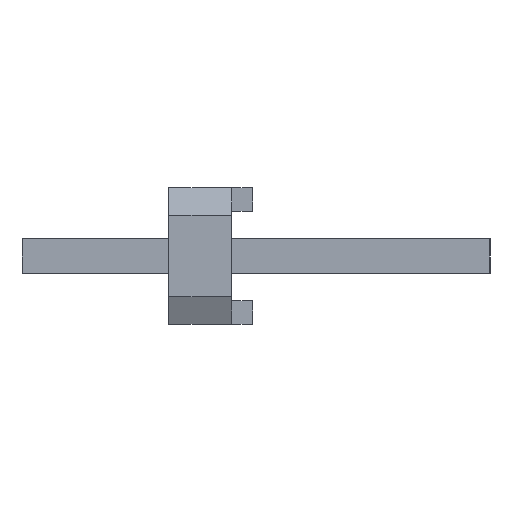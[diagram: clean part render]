
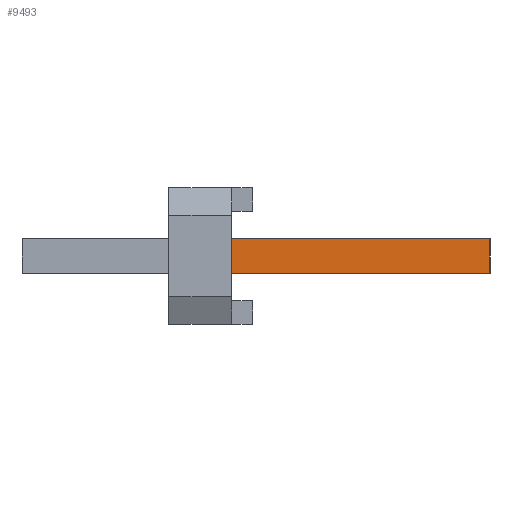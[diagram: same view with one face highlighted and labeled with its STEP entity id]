
A CAD part, left-side view. The second image highlights one B-rep face of the part: STEP entity #9493.
In plain terms, the highlighted planar face has unit normal (-1, 0, 0).
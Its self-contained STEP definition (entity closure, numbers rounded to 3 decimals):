
#184 = DIRECTION ( 'NONE',  ( 1., 0., 0. ) ) ;
#267 = DIRECTION ( 'NONE',  ( 0., 0., -1. ) ) ;
#904 = VERTEX_POINT ( 'NONE', #9874 ) ;
#1272 = CARTESIAN_POINT ( 'NONE',  ( -11.747, 0., 0.318 ) ) ;
#1764 = LINE ( 'NONE', #8767, #12070 ) ;
#1811 = EDGE_CURVE ( 'NONE', #904, #12603, #11689, .T. ) ;
#2078 = VECTOR ( 'NONE', #10102, 1000. ) ;
#2554 = VECTOR ( 'NONE', #14494, 1000. ) ;
#2655 = VERTEX_POINT ( 'NONE', #14157 ) ;
#2792 = PLANE ( 'NONE',  #11331 ) ;
#3389 = ORIENTED_EDGE ( 'NONE', *, *, #11913, .F. ) ;
#3826 = EDGE_CURVE ( 'NONE', #4579, #2655, #15488, .T. ) ;
#4579 = VERTEX_POINT ( 'NONE', #14942 ) ;
#8370 = ORIENTED_EDGE ( 'NONE', *, *, #3826, .F. ) ;
#8767 = CARTESIAN_POINT ( 'NONE',  ( -11.747, 8.509, -0.318 ) ) ;
#9493 = ADVANCED_FACE ( 'NONE', ( #14616 ), #2792, .F. ) ;
#9874 = CARTESIAN_POINT ( 'NONE',  ( -11.747, 0., 0.318 ) ) ;
#10102 = DIRECTION ( 'NONE',  ( 0., 0., 1. ) ) ;
#10497 = LINE ( 'NONE', #16911, #10963 ) ;
#10739 = ORIENTED_EDGE ( 'NONE', *, *, #13752, .F. ) ;
#10963 = VECTOR ( 'NONE', #13057, 1000. ) ;
#11331 = AXIS2_PLACEMENT_3D ( 'NONE', #11991, #184, #267 ) ;
#11689 = LINE ( 'NONE', #1272, #2554 ) ;
#11913 = EDGE_CURVE ( 'NONE', #2655, #904, #10497, .T. ) ;
#11991 = CARTESIAN_POINT ( 'NONE',  ( -11.747, 8.509, 0.318 ) ) ;
#12070 = VECTOR ( 'NONE', #13989, 1000. ) ;
#12200 = ORIENTED_EDGE ( 'NONE', *, *, #1811, .F. ) ;
#12603 = VERTEX_POINT ( 'NONE', #12980 ) ;
#12943 = CARTESIAN_POINT ( 'NONE',  ( -11.747, 5.08, 0.318 ) ) ;
#12980 = CARTESIAN_POINT ( 'NONE',  ( -11.747, 0., -0.318 ) ) ;
#13057 = DIRECTION ( 'NONE',  ( 0., -1., 0. ) ) ;
#13752 = EDGE_CURVE ( 'NONE', #12603, #4579, #1764, .T. ) ;
#13822 = EDGE_LOOP ( 'NONE', ( #10739, #12200, #3389, #8370 ) ) ;
#13989 = DIRECTION ( 'NONE',  ( 0., 1., 0. ) ) ;
#14157 = CARTESIAN_POINT ( 'NONE',  ( -11.747, 5.08, 0.318 ) ) ;
#14494 = DIRECTION ( 'NONE',  ( 0., 0., -1. ) ) ;
#14616 = FACE_OUTER_BOUND ( 'NONE', #13822, .T. ) ;
#14942 = CARTESIAN_POINT ( 'NONE',  ( -11.747, 5.08, -0.318 ) ) ;
#15488 = LINE ( 'NONE', #12943, #2078 ) ;
#16911 = CARTESIAN_POINT ( 'NONE',  ( -11.747, 0., 0.318 ) ) ;
